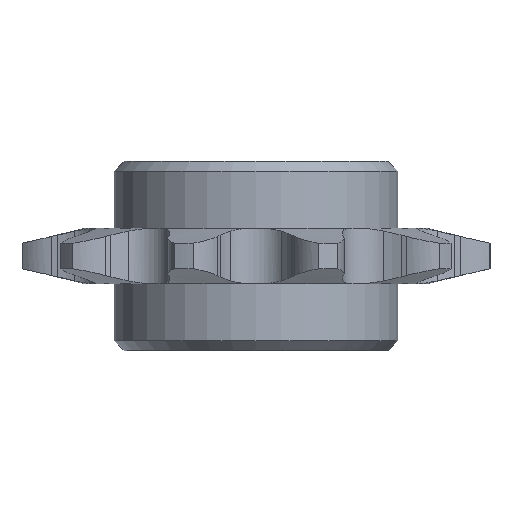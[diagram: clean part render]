
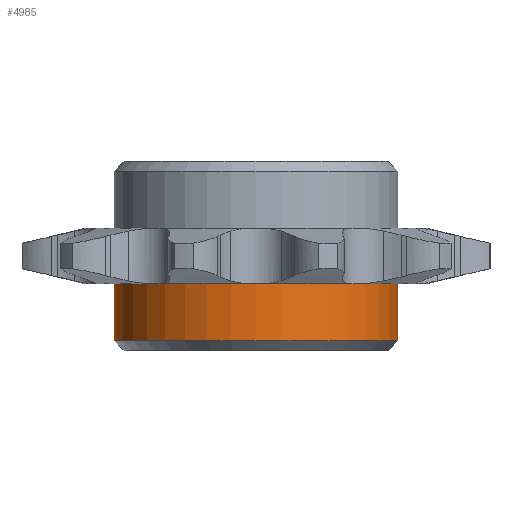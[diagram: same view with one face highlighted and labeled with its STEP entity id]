
A CAD part, front view. The second image highlights one B-rep face of the part: STEP entity #4985.
In plain terms, the highlighted cylindrical face has radius 7.144 mm (diameter 14.288 mm), a partial arc.
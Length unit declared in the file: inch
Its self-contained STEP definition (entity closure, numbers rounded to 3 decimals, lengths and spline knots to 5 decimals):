
#146 = ORIENTED_EDGE ( 'NONE', *, *, #12155, .T. ) ;
#1890 = CARTESIAN_POINT ( 'NONE',  ( 0., 0., -0.16781 ) ) ;
#2479 = CARTESIAN_POINT ( 'NONE',  ( -0.28125, 0., -0.055 ) ) ;
#2495 = CARTESIAN_POINT ( 'NONE',  ( -0.28125, 0., 0.1875 ) ) ;
#2504 = CARTESIAN_POINT ( 'NONE',  ( 0.28125, 0., -0.055 ) ) ;
#2979 = VERTEX_POINT ( 'NONE', #2504 ) ;
#3376 = VERTEX_POINT ( 'NONE', #2479 ) ;
#3462 = EDGE_CURVE ( 'NONE', #2979, #3575, #10530, .T. ) ;
#3516 = ORIENTED_EDGE ( 'NONE', *, *, #8534, .T. ) ;
#3575 = VERTEX_POINT ( 'NONE', #7025 ) ;
#3589 = AXIS2_PLACEMENT_3D ( 'NONE', #13590, #9210, #8083 ) ;
#4740 = VERTEX_POINT ( 'NONE', #10286 ) ;
#4985 = ADVANCED_FACE ( 'NONE', ( #6055 ), #10788, .T. ) ;
#4996 = DIRECTION ( 'NONE',  ( 0., 0., 1. ) ) ;
#5067 = CIRCLE ( 'NONE', #10354, 0.28125 ) ;
#5711 = VECTOR ( 'NONE', #8537, 39.37008 ) ;
#6055 = FACE_OUTER_BOUND ( 'NONE', #11413, .T. ) ;
#6466 = EDGE_CURVE ( 'NONE', #2979, #3376, #7399, .T. ) ;
#7025 = CARTESIAN_POINT ( 'NONE',  ( 0.28125, 0., -0.16781 ) ) ;
#7399 = CIRCLE ( 'NONE', #11505, 0.28125 ) ;
#7833 = DIRECTION ( 'NONE',  ( 0., 0., -1. ) ) ;
#8083 = DIRECTION ( 'NONE',  ( -1., 0., 0. ) ) ;
#8497 = VECTOR ( 'NONE', #9814, 39.37008 ) ;
#8534 = EDGE_CURVE ( 'NONE', #4740, #3575, #5067, .T. ) ;
#8537 = DIRECTION ( 'NONE',  ( 0., 0., -1. ) ) ;
#8587 = LINE ( 'NONE', #2495, #8497 ) ;
#9210 = DIRECTION ( 'NONE',  ( 0., 0., -1. ) ) ;
#9505 = CARTESIAN_POINT ( 'NONE',  ( 0.28125, 0., 0.1875 ) ) ;
#9814 = DIRECTION ( 'NONE',  ( 0., 0., -1. ) ) ;
#9931 = CARTESIAN_POINT ( 'NONE',  ( 0., 0., -0.055 ) ) ;
#10286 = CARTESIAN_POINT ( 'NONE',  ( -0.28125, 0., -0.16781 ) ) ;
#10354 = AXIS2_PLACEMENT_3D ( 'NONE', #1890, #4996, #10383 ) ;
#10383 = DIRECTION ( 'NONE',  ( 1., 0., 0. ) ) ;
#10530 = LINE ( 'NONE', #9505, #5711 ) ;
#10788 = CYLINDRICAL_SURFACE ( 'NONE', #3589, 0.28125 ) ;
#11413 = EDGE_LOOP ( 'NONE', ( #12794, #13440, #146, #3516 ) ) ;
#11505 = AXIS2_PLACEMENT_3D ( 'NONE', #9931, #7833, #13181 ) ;
#12155 = EDGE_CURVE ( 'NONE', #3376, #4740, #8587, .T. ) ;
#12794 = ORIENTED_EDGE ( 'NONE', *, *, #3462, .F. ) ;
#13181 = DIRECTION ( 'NONE',  ( 1., 0., 0. ) ) ;
#13440 = ORIENTED_EDGE ( 'NONE', *, *, #6466, .T. ) ;
#13590 = CARTESIAN_POINT ( 'NONE',  ( 0., 0., 0.1875 ) ) ;
